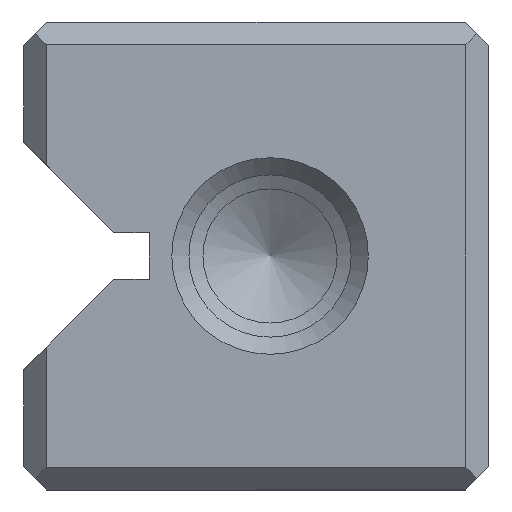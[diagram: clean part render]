
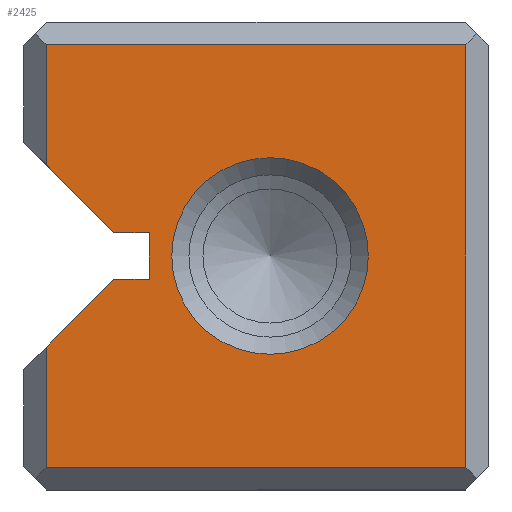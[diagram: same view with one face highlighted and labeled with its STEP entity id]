
A CAD part, left-side view. The second image highlights one B-rep face of the part: STEP entity #2425.
In plain terms, the highlighted planar face has unit normal (-1, 0, 0).
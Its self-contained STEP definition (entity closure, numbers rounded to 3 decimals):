
#2425=ADVANCED_FACE('',(#3037,#3038),#2760,.T.);
#2760=PLANE('',#8165);
#2988=CIRCLE('',#8164,3.15);
#3037=FACE_BOUND('',#3127,.T.);
#3038=FACE_BOUND('',#3128,.T.);
#3127=EDGE_LOOP('',(#3903));
#3128=EDGE_LOOP('',(#3904,#3905,#3906,#3907,#3908,#3909,#3910,#3911,#3912,
#3913));
#3903=ORIENTED_EDGE('',*,*,#6211,.T.);
#3904=ORIENTED_EDGE('',*,*,#6212,.T.);
#3905=ORIENTED_EDGE('',*,*,#6213,.T.);
#3906=ORIENTED_EDGE('',*,*,#6214,.T.);
#3907=ORIENTED_EDGE('',*,*,#6215,.T.);
#3908=ORIENTED_EDGE('',*,*,#6216,.T.);
#3909=ORIENTED_EDGE('',*,*,#6217,.T.);
#3910=ORIENTED_EDGE('',*,*,#6218,.T.);
#3911=ORIENTED_EDGE('',*,*,#6219,.F.);
#3912=ORIENTED_EDGE('',*,*,#6220,.F.);
#3913=ORIENTED_EDGE('',*,*,#6221,.T.);
#5627=VERTEX_POINT('',#10329);
#5628=VERTEX_POINT('',#10331);
#5629=VERTEX_POINT('',#10332);
#5630=VERTEX_POINT('',#10334);
#5631=VERTEX_POINT('',#10336);
#5632=VERTEX_POINT('',#10338);
#5633=VERTEX_POINT('',#10340);
#5634=VERTEX_POINT('',#10342);
#5635=VERTEX_POINT('',#10344);
#5636=VERTEX_POINT('',#10346);
#5637=VERTEX_POINT('',#10348);
#6211=EDGE_CURVE('',#5627,#5627,#2988,.T.);
#6212=EDGE_CURVE('',#5628,#5629,#6995,.T.);
#6213=EDGE_CURVE('',#5629,#5630,#6996,.T.);
#6214=EDGE_CURVE('',#5630,#5631,#6997,.T.);
#6215=EDGE_CURVE('',#5631,#5632,#6998,.T.);
#6216=EDGE_CURVE('',#5632,#5633,#6999,.T.);
#6217=EDGE_CURVE('',#5633,#5634,#7000,.T.);
#6218=EDGE_CURVE('',#5634,#5635,#7001,.T.);
#6219=EDGE_CURVE('',#5636,#5635,#7002,.T.);
#6220=EDGE_CURVE('',#5637,#5636,#7003,.T.);
#6221=EDGE_CURVE('',#5637,#5628,#7004,.T.);
#6995=LINE('',#10330,#7655);
#6996=LINE('',#10333,#7656);
#6997=LINE('',#10335,#7657);
#6998=LINE('',#10337,#7658);
#6999=LINE('',#10339,#7659);
#7000=LINE('',#10341,#7660);
#7001=LINE('',#10343,#7661);
#7002=LINE('',#10345,#7662);
#7003=LINE('',#10347,#7663);
#7004=LINE('',#10349,#7664);
#7655=VECTOR('',#8593,1.);
#7656=VECTOR('',#8594,1.);
#7657=VECTOR('',#8595,1.);
#7658=VECTOR('',#8596,1.);
#7659=VECTOR('',#8597,1.);
#7660=VECTOR('',#8598,1.);
#7661=VECTOR('',#8599,1.);
#7662=VECTOR('',#8600,1.);
#7663=VECTOR('',#8601,1.);
#7664=VECTOR('',#8602,1.);
#8164=AXIS2_PLACEMENT_3D('',#10328,#8591,#8592);
#8165=AXIS2_PLACEMENT_3D('',#10350,#8603,#8604);
#8591=DIRECTION('',(1.,0.,0.));
#8592=DIRECTION('',(0.,0.,-1.));
#8593=DIRECTION('',(0.,-1.,0.));
#8594=DIRECTION('',(0.,0.,1.));
#8595=DIRECTION('',(0.,1.,0.));
#8596=DIRECTION('',(0.,0.,-1.));
#8597=DIRECTION('',(0.,-0.707,-0.707));
#8598=DIRECTION('',(0.,-1.,0.));
#8599=DIRECTION('',(0.,0.,-1.));
#8600=DIRECTION('',(0.,-1.,0.));
#8601=DIRECTION('',(0.,-0.707,0.707));
#8602=DIRECTION('',(0.,0.,-1.));
#8603=DIRECTION('',(-1.,0.,0.));
#8604=DIRECTION('',(0.,0.,-1.));
#10328=CARTESIAN_POINT('',(0.,7.,7.5));
#10329=CARTESIAN_POINT('',(0.,7.,4.35));
#10330=CARTESIAN_POINT('',(0.,7.45,0.725));
#10331=CARTESIAN_POINT('',(0.,14.175,0.725));
#10332=CARTESIAN_POINT('',(0.,0.725,0.725));
#10333=CARTESIAN_POINT('',(0.,0.725,0.));
#10334=CARTESIAN_POINT('',(0.,0.725,14.275));
#10335=CARTESIAN_POINT('',(0.,7.45,14.275));
#10336=CARTESIAN_POINT('',(0.,14.175,14.275));
#10337=CARTESIAN_POINT('',(0.,14.175,0.));
#10338=CARTESIAN_POINT('',(0.,14.175,10.418));
#10339=CARTESIAN_POINT('',(0.,14.9,11.143));
#10340=CARTESIAN_POINT('',(0.,12.007,8.25));
#10341=CARTESIAN_POINT('',(0.,10.875,8.25));
#10342=CARTESIAN_POINT('',(0.,10.875,8.25));
#10343=CARTESIAN_POINT('',(0.,10.875,8.25));
#10344=CARTESIAN_POINT('',(0.,10.875,6.75));
#10345=CARTESIAN_POINT('',(0.,10.875,6.75));
#10346=CARTESIAN_POINT('',(0.,12.007,6.75));
#10347=CARTESIAN_POINT('',(0.,14.9,3.857));
#10348=CARTESIAN_POINT('',(0.,14.175,4.582));
#10349=CARTESIAN_POINT('',(0.,14.175,0.));
#10350=CARTESIAN_POINT('',(0.,7.45,0.));
